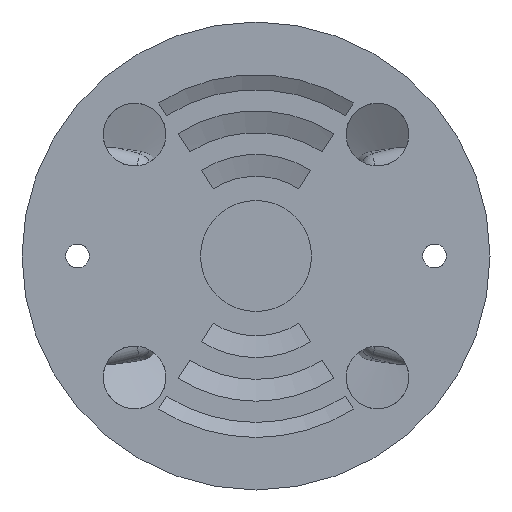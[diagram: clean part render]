
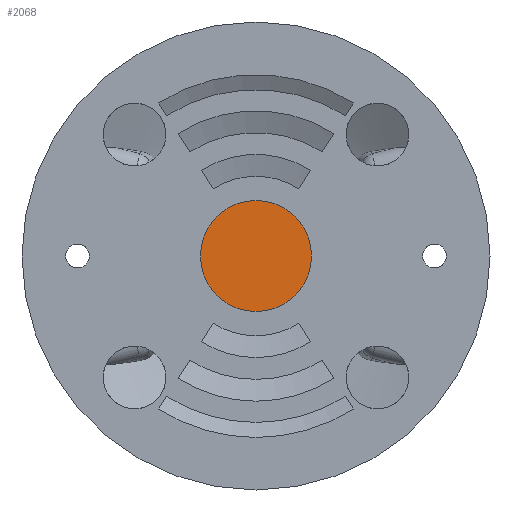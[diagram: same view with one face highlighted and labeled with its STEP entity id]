
A CAD part, front view. The second image highlights one B-rep face of the part: STEP entity #2068.
In plain terms, the highlighted planar face has unit normal (0, -1, 0).
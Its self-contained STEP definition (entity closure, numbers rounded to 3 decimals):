
#51 = CARTESIAN_POINT ( 'NONE',  ( 0., 11., 14. ) ) ;
#140 = ORIENTED_EDGE ( 'NONE', *, *, #551, .T. ) ;
#227 = DIRECTION ( 'NONE',  ( 0., 0., -1. ) ) ;
#551 = EDGE_CURVE ( 'NONE', #7215, #3489, #4264, .T. ) ;
#613 = DIRECTION ( 'NONE',  ( 0., -1., 0. ) ) ;
#656 = PLANE ( 'NONE',  #4558 ) ;
#1001 = CARTESIAN_POINT ( 'NONE',  ( 0., 11., 0. ) ) ;
#1592 = DIRECTION ( 'NONE',  ( 0., 0., -1. ) ) ;
#1613 = EDGE_LOOP ( 'NONE', ( #140, #3051 ) ) ;
#1722 = EDGE_CURVE ( 'NONE', #3489, #7215, #5191, .T. ) ;
#1848 = CARTESIAN_POINT ( 'NONE',  ( 0., 11., 0. ) ) ;
#2068 = ADVANCED_FACE ( 'NONE', ( #6259 ), #656, .T. ) ;
#2123 = AXIS2_PLACEMENT_3D ( 'NONE', #1001, #5078, #1592 ) ;
#2430 = DIRECTION ( 'NONE',  ( 0., 0., -1. ) ) ;
#3051 = ORIENTED_EDGE ( 'NONE', *, *, #1722, .T. ) ;
#3489 = VERTEX_POINT ( 'NONE', #51 ) ;
#4264 = CIRCLE ( 'NONE', #6859, 14. ) ;
#4558 = AXIS2_PLACEMENT_3D ( 'NONE', #1848, #5890, #2430 ) ;
#4837 = CARTESIAN_POINT ( 'NONE',  ( 0., 11., 0. ) ) ;
#5078 = DIRECTION ( 'NONE',  ( 0., -1., 0. ) ) ;
#5191 = CIRCLE ( 'NONE', #2123, 14. ) ;
#5419 = CARTESIAN_POINT ( 'NONE',  ( 0., 11., -14. ) ) ;
#5890 = DIRECTION ( 'NONE',  ( 0., -1., 0. ) ) ;
#6259 = FACE_OUTER_BOUND ( 'NONE', #1613, .T. ) ;
#6859 = AXIS2_PLACEMENT_3D ( 'NONE', #4837, #613, #227 ) ;
#7215 = VERTEX_POINT ( 'NONE', #5419 ) ;
